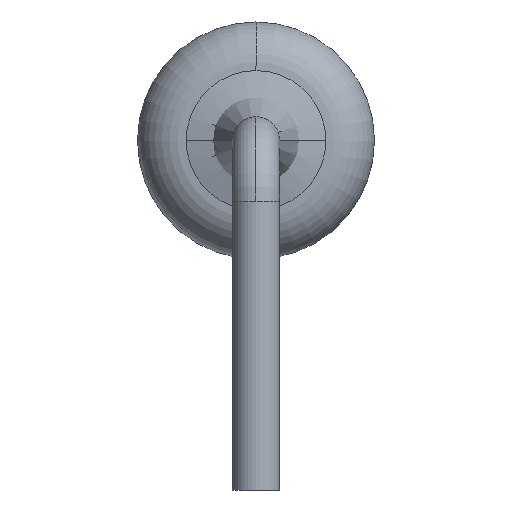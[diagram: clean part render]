
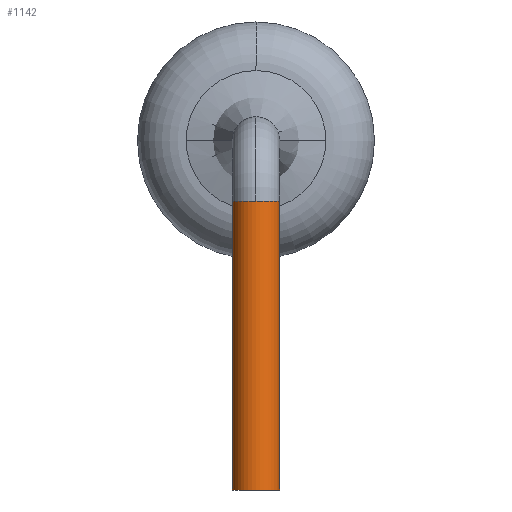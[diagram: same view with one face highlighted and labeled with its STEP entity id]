
A CAD part, left-side view. The second image highlights one B-rep face of the part: STEP entity #1142.
In plain terms, the highlighted cylindrical face has radius 0.39 mm (diameter 0.78 mm), a partial arc.
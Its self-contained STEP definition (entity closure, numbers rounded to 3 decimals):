
#1006=CARTESIAN_POINT('',(-8.645,0.,0.95));
#1007=VERTEX_POINT('',#1006);
#1042=CARTESIAN_POINT('',(-8.255,0.39,0.95));
#1043=VERTEX_POINT('',#1042);
#1051=CARTESIAN_POINT('',(-8.255,0.,0.95));
#1052=DIRECTION('',(0.0,0.0,1.0));
#1053=DIRECTION('',(0.0,-1.0,0.0));
#1054=AXIS2_PLACEMENT_3D('',#1051,#1052,#1053);
#1055=CIRCLE('',#1054,0.39);
#1056=EDGE_CURVE('',#1043,#1007,#1055,.T.);
#1102=CARTESIAN_POINT('',(-8.255,0.,0.95));
#1103=DIRECTION('',(0.,0.,-1.0));
#1104=DIRECTION('',(0.0,-1.0,0.0));
#1105=AXIS2_PLACEMENT_3D('',#1102,#1103,#1104);
#1106=CYLINDRICAL_SURFACE('',#1105,0.39);
#1107=CARTESIAN_POINT('',(-8.255,-0.39,0.95));
#1108=VERTEX_POINT('',#1107);
#1109=CARTESIAN_POINT('',(-8.255,-0.39,-3.8));
#1110=VERTEX_POINT('',#1109);
#1111=CARTESIAN_POINT('',(-8.255,-0.39,0.95));
#1112=DIRECTION('',(0.0,0.0,-1.0));
#1113=VECTOR('',#1112,4.75);
#1114=LINE('',#1111,#1113);
#1115=EDGE_CURVE('',#1108,#1110,#1114,.T.);
#1116=ORIENTED_EDGE('',*,*,#1115,.F.);
#1117=CARTESIAN_POINT('',(-8.255,0.,0.95));
#1118=DIRECTION('',(0.0,0.0,1.0));
#1119=DIRECTION('',(0.0,-1.0,0.0));
#1120=AXIS2_PLACEMENT_3D('',#1117,#1118,#1119);
#1121=CIRCLE('',#1120,0.39);
#1122=EDGE_CURVE('',#1007,#1108,#1121,.T.);
#1123=ORIENTED_EDGE('',*,*,#1122,.F.);
#1124=ORIENTED_EDGE('',*,*,#1056,.F.);
#1125=CARTESIAN_POINT('',(-8.255,0.39,-3.8));
#1126=VERTEX_POINT('',#1125);
#1127=CARTESIAN_POINT('',(-8.255,0.39,-3.8));
#1128=DIRECTION('',(0.0,0.0,1.0));
#1129=VECTOR('',#1128,4.75);
#1130=LINE('',#1127,#1129);
#1131=EDGE_CURVE('',#1126,#1043,#1130,.T.);
#1132=ORIENTED_EDGE('',*,*,#1131,.F.);
#1133=CARTESIAN_POINT('',(-8.255,0.,-3.8));
#1134=DIRECTION('',(0.0,0.0,1.0));
#1135=DIRECTION('',(0.0,-1.0,0.0));
#1136=AXIS2_PLACEMENT_3D('',#1133,#1134,#1135);
#1137=CIRCLE('',#1136,0.39);
#1138=EDGE_CURVE('',#1126,#1110,#1137,.T.);
#1139=ORIENTED_EDGE('',*,*,#1138,.T.);
#1140=EDGE_LOOP('',(#1116,#1123,#1124,#1132,#1139));
#1141=FACE_OUTER_BOUND('',#1140,.T.);
#1142=ADVANCED_FACE('',(#1141),#1106,.T.);
